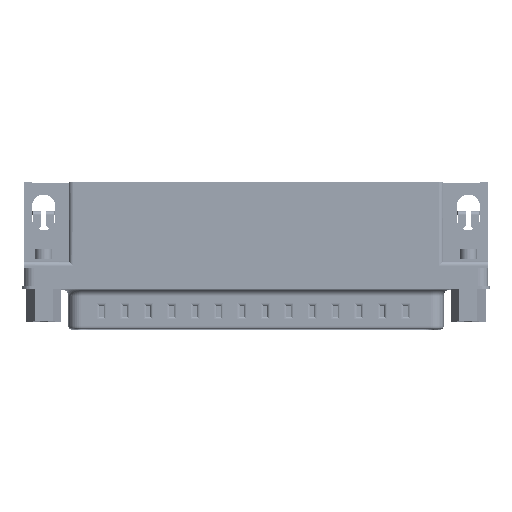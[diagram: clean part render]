
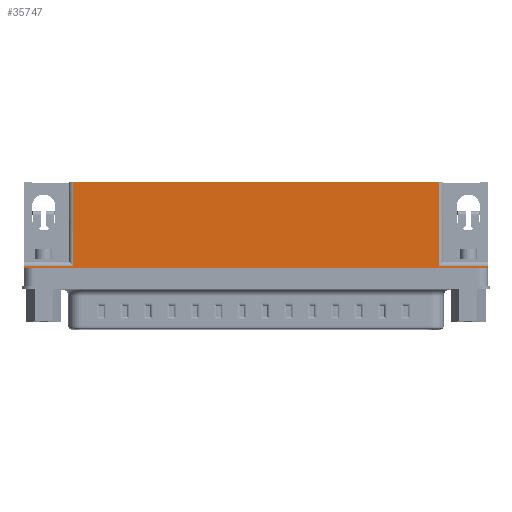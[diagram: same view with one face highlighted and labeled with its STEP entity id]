
A CAD part, top view. The second image highlights one B-rep face of the part: STEP entity #35747.
In plain terms, the highlighted planar face has unit normal (0, 0, 1).
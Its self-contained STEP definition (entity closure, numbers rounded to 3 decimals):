
#2948=ORIENTED_EDGE('',*,*,#13068,.F.);
#2949=ORIENTED_EDGE('',*,*,#13109,.T.);
#2950=ORIENTED_EDGE('',*,*,#13110,.T.);
#2951=ORIENTED_EDGE('',*,*,#13111,.F.);
#2952=ORIENTED_EDGE('',*,*,#13112,.F.);
#2953=ORIENTED_EDGE('',*,*,#13113,.F.);
#2954=ORIENTED_EDGE('',*,*,#13114,.T.);
#2955=ORIENTED_EDGE('',*,*,#13115,.T.);
#13068=EDGE_CURVE('',#18089,#18090,#21489,.T.);
#13109=EDGE_CURVE('',#18089,#18118,#21527,.F.);
#13110=EDGE_CURVE('',#18118,#18119,#21528,.T.);
#13111=EDGE_CURVE('',#18120,#18119,#21529,.T.);
#13112=EDGE_CURVE('',#18121,#18120,#21530,.T.);
#13113=EDGE_CURVE('',#18122,#18121,#21531,.T.);
#13114=EDGE_CURVE('',#18122,#18123,#21532,.T.);
#13115=EDGE_CURVE('',#18123,#18090,#21533,.T.);
#18089=VERTEX_POINT('',#52641);
#18090=VERTEX_POINT('',#52643);
#18118=VERTEX_POINT('',#52720);
#18119=VERTEX_POINT('',#52722);
#18120=VERTEX_POINT('',#52724);
#18121=VERTEX_POINT('',#52726);
#18122=VERTEX_POINT('',#52728);
#18123=VERTEX_POINT('',#52730);
#21489=LINE('',#52642,#25887);
#21527=LINE('',#52719,#25925);
#21528=LINE('',#52721,#25926);
#21529=LINE('',#52723,#25927);
#21530=LINE('',#52725,#25928);
#21531=LINE('',#52727,#25929);
#21532=LINE('',#52729,#25930);
#21533=LINE('',#52731,#25931);
#25887=VECTOR('',#42114,1000.);
#25925=VECTOR('',#42174,1000.);
#25926=VECTOR('',#42175,1000.);
#25927=VECTOR('',#42176,1000.);
#25928=VECTOR('',#42177,1000.);
#25929=VECTOR('',#42178,1000.);
#25930=VECTOR('',#42179,1000.);
#25931=VECTOR('',#42180,1000.);
#29558=EDGE_LOOP('',(#2948,#2949,#2950,#2951,#2952,#2953,#2954,#2955));
#31994=FACE_BOUND('',#29558,.T.);
#34303=PLANE('',#38117);
#35747=ADVANCED_FACE('',(#31994),#34303,.F.);
#38117=AXIS2_PLACEMENT_3D('',#52718,#42172,#42173);
#42114=DIRECTION('',(1.,0.,0.));
#42172=DIRECTION('',(0.,0.,-1.));
#42173=DIRECTION('',(-1.,0.,0.));
#42174=DIRECTION('',(0.,1.,0.));
#42175=DIRECTION('',(-1.,0.,0.));
#42176=DIRECTION('',(0.,1.,0.));
#42177=DIRECTION('',(-1.,0.,0.));
#42178=DIRECTION('',(0.,-1.,0.));
#42179=DIRECTION('',(-1.,0.,0.));
#42180=DIRECTION('',(0.,1.,0.));
#52641=CARTESIAN_POINT('',(-27.3,7.775,4.25));
#52642=CARTESIAN_POINT('',(-34.7,7.775,4.25));
#52643=CARTESIAN_POINT('',(27.3,7.775,4.25));
#52718=CARTESIAN_POINT('',(0.,0.,4.25));
#52719=CARTESIAN_POINT('',(-27.3,-4.025,4.25));
#52720=CARTESIAN_POINT('',(-27.3,-4.725,4.25));
#52721=CARTESIAN_POINT('',(0.,-4.725,4.25));
#52722=CARTESIAN_POINT('',(-34.7,-4.725,4.25));
#52723=CARTESIAN_POINT('',(-34.7,-5.075,4.25));
#52724=CARTESIAN_POINT('',(-34.7,-5.075,4.25));
#52725=CARTESIAN_POINT('',(34.7,-5.075,4.25));
#52726=CARTESIAN_POINT('',(34.7,-5.075,4.25));
#52727=CARTESIAN_POINT('',(34.7,7.775,4.25));
#52728=CARTESIAN_POINT('',(34.7,-4.725,4.25));
#52729=CARTESIAN_POINT('',(0.,-4.725,4.25));
#52730=CARTESIAN_POINT('',(27.3,-4.725,4.25));
#52731=CARTESIAN_POINT('',(27.3,7.775,4.25));
